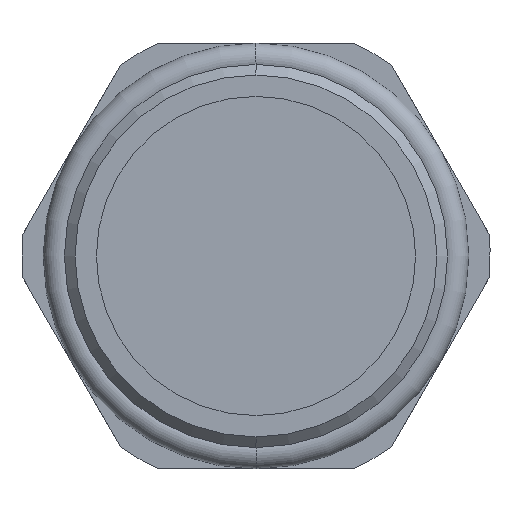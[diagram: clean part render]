
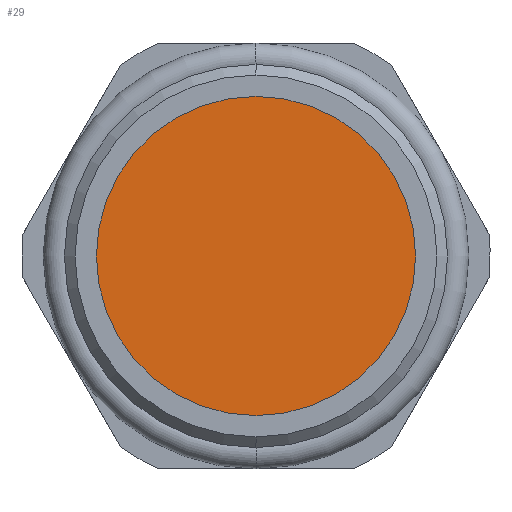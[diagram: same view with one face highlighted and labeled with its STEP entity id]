
A CAD part, front view. The second image highlights one B-rep face of the part: STEP entity #29.
In plain terms, the highlighted planar face has unit normal (0, -1, 0).
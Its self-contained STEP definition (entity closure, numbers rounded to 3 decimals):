
#20 = DIRECTION ( 'NONE',  ( 0., 0., 1. ) ) ;
#21 = DIRECTION ( 'NONE',  ( 0., 1., 0. ) ) ;
#22 = CARTESIAN_POINT ( 'NONE',  ( -7.5, -1.5, 0. ) ) ;
#23 = PLANE ( 'NONE',  #86 ) ;
#29 = ADVANCED_FACE ( 'NONE', ( #70 ), #23, .F. ) ;
#70 = FACE_OUTER_BOUND ( 'NONE', #151, .T. ) ;
#86 = AXIS2_PLACEMENT_3D ( 'NONE', #22, #21, #20 ) ;
#145 = VERTEX_POINT ( 'NONE', #282 ) ;
#148 = VERTEX_POINT ( 'NONE', #283 ) ;
#151 = EDGE_LOOP ( 'NONE', ( #824, #825 ) ) ;
#282 = CARTESIAN_POINT ( 'NONE',  ( 0., -1.5, 7.5 ) ) ;
#283 = CARTESIAN_POINT ( 'NONE',  ( 0., -1.5, -7.5 ) ) ;
#499 = CARTESIAN_POINT ( 'NONE',  ( 0., -1.5, 0. ) ) ;
#500 = DIRECTION ( 'NONE',  ( 0., -1., 0. ) ) ;
#501 = DIRECTION ( 'NONE',  ( 0., 0., -1. ) ) ;
#554 = CARTESIAN_POINT ( 'NONE',  ( 0., -1.5, 0. ) ) ;
#555 = DIRECTION ( 'NONE',  ( 0., -1., 0. ) ) ;
#556 = DIRECTION ( 'NONE',  ( 0., 0., -1. ) ) ;
#692 = EDGE_CURVE ( 'NONE', #148, #145, #726, .T. ) ;
#726 = CIRCLE ( 'NONE', #973, 7.5 ) ;
#736 = CIRCLE ( 'NONE', #771, 7.5 ) ;
#771 = AXIS2_PLACEMENT_3D ( 'NONE', #554, #555, #556 ) ;
#788 = EDGE_CURVE ( 'NONE', #145, #148, #736, .T. ) ;
#824 = ORIENTED_EDGE ( 'NONE', *, *, #692, .T. ) ;
#825 = ORIENTED_EDGE ( 'NONE', *, *, #788, .T. ) ;
#973 = AXIS2_PLACEMENT_3D ( 'NONE', #499, #500, #501 ) ;
